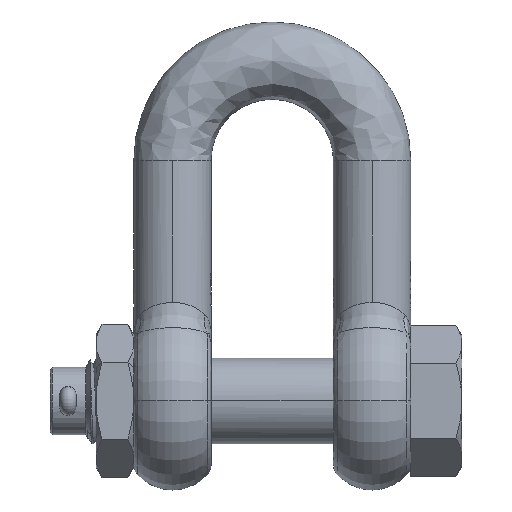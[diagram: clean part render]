
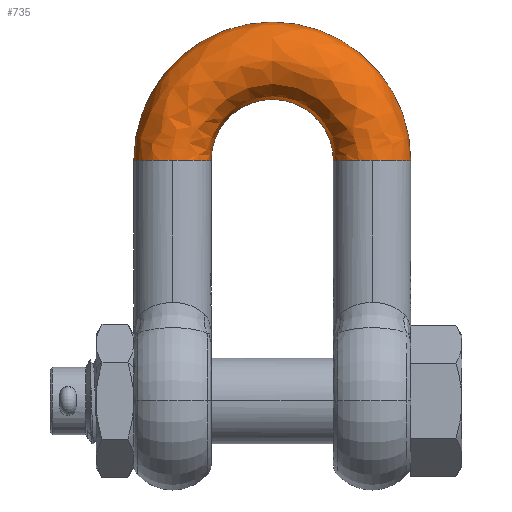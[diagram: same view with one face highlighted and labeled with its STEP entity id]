
A CAD part, top view. The second image highlights one B-rep face of the part: STEP entity #735.
In plain terms, the highlighted free-form (B-spline) face has degree [3, 3] with [4, 4] control points.
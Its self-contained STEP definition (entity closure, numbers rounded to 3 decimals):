
#735=ADVANCED_FACE('NONE',(#2089),#2090,.F.);
#2089=FACE_OUTER_BOUND('',#10604,.T.);
#2090=(B_SPLINE_SURFACE(3,3,((#10606,#10607,#10608,#10609),(#10610,#10611,#10612,#10613),(#10614,#10615,#10616,#10617),(#10618,#10619,#10620,#10621)),.UNSPECIFIED.,.F.,.F.,.F.)B_SPLINE_SURFACE_WITH_KNOTS((4,4),(4,4),(0.0,1.0),(0.0,1.0),.UNSPECIFIED.)RATIONAL_B_SPLINE_SURFACE(((1.0,0.333,0.333,1.0),(0.333,0.111,0.111,0.333),(0.333,0.111,0.111,0.333),(1.0,0.333,0.333,1.0)))BOUNDED_SURFACE()REPRESENTATION_ITEM('')GEOMETRIC_REPRESENTATION_ITEM()SURFACE());
#10604=EDGE_LOOP('',(#15287,#15288,#15289,#15290,#15291,#15292));
#10606=CARTESIAN_POINT('',(-30.0,118.0,0.));
#10607=CARTESIAN_POINT('',(-30.0,178.,0.));
#10608=CARTESIAN_POINT('',(30.,178.,0.));
#10609=CARTESIAN_POINT('',(30.0,118.,0.));
#10610=CARTESIAN_POINT('',(-30.0,118.0,38.0));
#10611=CARTESIAN_POINT('',(-30.0,178.,38.0));
#10612=CARTESIAN_POINT('',(30.,178.,38.0));
#10613=CARTESIAN_POINT('',(30.0,118.,38.0));
#10614=CARTESIAN_POINT('',(-68.0,118.0,38.0));
#10615=CARTESIAN_POINT('',(-68.,254.,38.0));
#10616=CARTESIAN_POINT('',(68.,254.,38.0));
#10617=CARTESIAN_POINT('',(68.0,118.,38.0));
#10618=CARTESIAN_POINT('',(-68.0,118.0,0.));
#10619=CARTESIAN_POINT('',(-68.0,254.,0.));
#10620=CARTESIAN_POINT('',(68.,254.,0.));
#10621=CARTESIAN_POINT('',(68.0,118.,0.));
#15287=ORIENTED_EDGE('',*,*,#16565,.F.);
#15288=ORIENTED_EDGE('',*,*,#17295,.F.);
#15289=ORIENTED_EDGE('',*,*,#17418,.T.);
#15290=ORIENTED_EDGE('',*,*,#16502,.T.);
#15291=ORIENTED_EDGE('',*,*,#17293,.F.);
#15292=ORIENTED_EDGE('',*,*,#17222,.F.);
#16502=EDGE_CURVE('NONE',#18851,#18852,#18853,.T.);
#16565=EDGE_CURVE('NONE',#18976,#18978,#18979,.T.);
#17222=EDGE_CURVE('NONE',#18978,#20087,#20088,.T.);
#17293=EDGE_CURVE('NONE',#20087,#18852,#20205,.T.);
#17295=EDGE_CURVE('NONE',#20206,#18976,#20208,.T.);
#17418=EDGE_CURVE('NONE',#20206,#18851,#20391,.T.);
#18851=VERTEX_POINT('NONE',#26113);
#18852=VERTEX_POINT('NONE',#26114);
#18853=CIRCLE('',#26115,19.0);
#18976=VERTEX_POINT('NONE',#26415);
#18978=VERTEX_POINT('NONE',#26417);
#18979=CIRCLE('',#26418,19.0);
#20087=VERTEX_POINT('NONE',#30194);
#20088=CIRCLE('',#30195,19.0);
#20205=CIRCLE('',#30409,68.0);
#20206=VERTEX_POINT('NONE',#30410);
#20208=CIRCLE('',#30412,30.0);
#20391=CIRCLE('',#30879,19.0);
#26113=CARTESIAN_POINT('',(49.0,118.0,19.0));
#26114=CARTESIAN_POINT('',(68.0,118.0,0.));
#26115=AXIS2_PLACEMENT_3D('',#31834,#31835,#31836);
#26415=CARTESIAN_POINT('',(-30.0,118.0,0.));
#26417=CARTESIAN_POINT('',(-49.0,118.0,19.0));
#26418=AXIS2_PLACEMENT_3D('',#31920,#31921,#31922);
#30194=CARTESIAN_POINT('',(-68.0,118.0,0.));
#30195=AXIS2_PLACEMENT_3D('',#32544,#32545,#32546);
#30409=AXIS2_PLACEMENT_3D('',#32649,#32650,#32651);
#30410=CARTESIAN_POINT('',(30.0,118.0,0.));
#30412=AXIS2_PLACEMENT_3D('',#32655,#32656,#32657);
#30879=AXIS2_PLACEMENT_3D('',#32775,#32776,#32777);
#31834=CARTESIAN_POINT('',(49.0,118.0,0.0));
#31835=DIRECTION('',(0.0,1.0,0.0));
#31836=DIRECTION('',(1.0,0.0,0.));
#31920=CARTESIAN_POINT('',(-49.0,118.0,0.));
#31921=DIRECTION('',(0.0,-1.0,0.0));
#31922=DIRECTION('',(0.0,0.0,-1.0));
#32544=CARTESIAN_POINT('',(-49.0,118.0,0.));
#32545=DIRECTION('',(0.0,-1.0,0.0));
#32546=DIRECTION('',(0.0,0.0,-1.0));
#32649=CARTESIAN_POINT('',(0.0,118.0,0.));
#32650=DIRECTION('',(0.0,0.0,-1.0));
#32651=DIRECTION('',(-1.0,0.0,0.0));
#32655=CARTESIAN_POINT('',(0.0,118.0,0.));
#32656=DIRECTION('',(0.0,0.0,1.0));
#32657=DIRECTION('',(-1.0,0.0,0.0));
#32775=CARTESIAN_POINT('',(49.0,118.0,0.0));
#32776=DIRECTION('',(0.0,1.0,0.0));
#32777=DIRECTION('',(1.0,0.0,0.));
